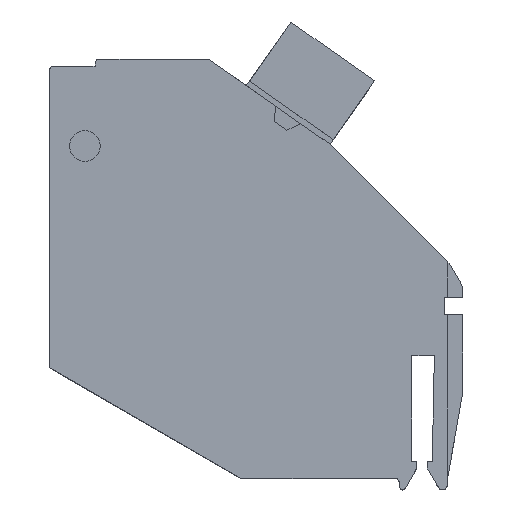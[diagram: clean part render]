
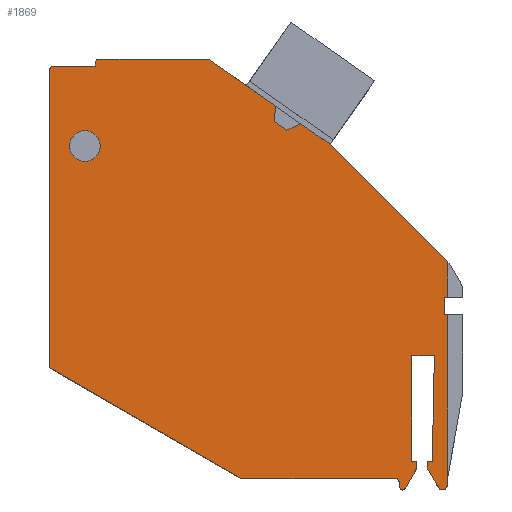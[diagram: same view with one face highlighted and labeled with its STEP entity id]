
A CAD part, top view. The second image highlights one B-rep face of the part: STEP entity #1869.
In plain terms, the highlighted planar face has unit normal (0, 0, 1).
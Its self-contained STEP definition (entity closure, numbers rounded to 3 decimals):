
#216=CARTESIAN_POINT('',(-32.,20.5,4.5));
#217=DIRECTION('',(0.,0.,1.));
#218=DIRECTION('',(1.,0.,0.));
#219=AXIS2_PLACEMENT_3D('',#216,#217,#218);
#221=CARTESIAN_POINT('',(-32.,20.5,4.5));
#222=DIRECTION('',(0.,0.,1.));
#223=DIRECTION('',(-1.,0.,0.));
#224=AXIS2_PLACEMENT_3D('',#221,#222,#223);
#226=CARTESIAN_POINT('',(3.,-12.596,4.5));
#227=DIRECTION('',(0.,0.,1.));
#228=DIRECTION('',(-0.866,-0.5,0.));
#229=AXIS2_PLACEMENT_3D('',#226,#227,#228);
#231=DIRECTION('',(-0.5,0.866,0.));
#232=VECTOR('',#231,2.132);
#233=CARTESIAN_POINT('',(2.567,-12.846,4.5));
#234=LINE('',#233,#232);
#235=DIRECTION('',(0.,1.,0.));
#236=VECTOR('',#235,0.65);
#237=CARTESIAN_POINT('',(1.5,-11.,4.5));
#238=LINE('',#237,#236);
#239=DIRECTION('',(1.,0.,0.));
#240=VECTOR('',#239,0.5);
#241=CARTESIAN_POINT('',(1.5,-10.35,4.5));
#242=LINE('',#241,#240);
#243=DIRECTION('',(0.019,1.,0.));
#244=VECTOR('',#243,10.352);
#245=CARTESIAN_POINT('',(2.,-10.35,4.5));
#246=LINE('',#245,#244);
#247=DIRECTION('',(-1.,0.,0.));
#248=VECTOR('',#247,2.2);
#249=CARTESIAN_POINT('',(2.2,0.,4.5));
#250=LINE('',#249,#248);
#251=DIRECTION('',(0.,-1.,0.));
#252=VECTOR('',#251,10.35);
#253=CARTESIAN_POINT('',(0.,0.,4.5));
#254=LINE('',#253,#252);
#255=DIRECTION('',(1.,0.,0.));
#256=VECTOR('',#255,0.5);
#257=CARTESIAN_POINT('',(0.,-10.35,4.5));
#258=LINE('',#257,#256);
#259=DIRECTION('',(0.,-1.,0.));
#260=VECTOR('',#259,0.65);
#261=CARTESIAN_POINT('',(0.5,-10.35,4.5));
#262=LINE('',#261,#260);
#263=DIRECTION('',(-0.5,-0.866,0.));
#264=VECTOR('',#263,2.28);
#265=CARTESIAN_POINT('',(0.5,-11.,4.5));
#266=LINE('',#265,#264);
#267=CARTESIAN_POINT('',(-0.9,-12.825,4.5));
#268=DIRECTION('',(0.,0.,1.));
#269=DIRECTION('',(-1.,0.,0.));
#270=AXIS2_PLACEMENT_3D('',#267,#268,#269);
#272=DIRECTION('',(0.,-1.,0.));
#273=VECTOR('',#272,0.325);
#274=CARTESIAN_POINT('',(-1.2,-12.5,4.5));
#275=LINE('',#274,#273);
#276=DIRECTION('',(1.,0.,0.));
#277=VECTOR('',#276,15.042);
#278=CARTESIAN_POINT('',(-16.742,-12.,4.5));
#279=LINE('',#278,#277);
#280=DIRECTION('',(-0.866,0.5,0.));
#281=VECTOR('',#280,21.66);
#282=CARTESIAN_POINT('',(-16.742,-12.,4.5));
#283=LINE('',#282,#281);
#284=DIRECTION('',(0.,-1.,0.));
#285=VECTOR('',#284,28.97);
#286=CARTESIAN_POINT('',(-35.5,27.8,4.5));
#287=LINE('',#286,#285);
#288=CARTESIAN_POINT('',(-35.,27.8,4.5));
#289=DIRECTION('',(0.,0.,1.));
#290=DIRECTION('',(0.,1.,0.));
#291=AXIS2_PLACEMENT_3D('',#288,#289,#290);
#293=DIRECTION('',(1.,0.,0.));
#294=VECTOR('',#293,4.);
#295=CARTESIAN_POINT('',(-35.,28.3,4.5));
#296=LINE('',#295,#294);
#297=DIRECTION('',(0.174,0.985,0.));
#298=VECTOR('',#297,0.459);
#299=CARTESIAN_POINT('',(-31.,28.3,4.5));
#300=LINE('',#299,#298);
#301=CARTESIAN_POINT('',(-30.625,28.7,4.5));
#302=DIRECTION('',(0.,0.,1.));
#303=DIRECTION('',(0.,1.,0.));
#304=AXIS2_PLACEMENT_3D('',#301,#302,#303);
#306=DIRECTION('',(-1.,0.,0.));
#307=VECTOR('',#306,10.735);
#308=CARTESIAN_POINT('',(-19.89,29.,4.5));
#309=LINE('',#308,#307);
#310=DIRECTION('',(0.819,-0.574,0.));
#311=VECTOR('',#310,8.008);
#312=CARTESIAN_POINT('',(-19.89,29.,4.5));
#313=LINE('',#312,#311);
#314=DIRECTION('',(-0.087,-0.996,0.));
#315=VECTOR('',#314,1.501);
#316=CARTESIAN_POINT('',(-13.33,24.407,4.5));
#317=LINE('',#316,#315);
#318=DIRECTION('',(0.819,-0.574,0.));
#319=VECTOR('',#318,1.49);
#320=CARTESIAN_POINT('',(-13.461,22.911,4.5));
#321=LINE('',#320,#319);
#322=DIRECTION('',(0.906,0.423,0.));
#323=VECTOR('',#322,1.501);
#324=CARTESIAN_POINT('',(-12.24,22.057,4.5));
#325=LINE('',#324,#323);
#326=DIRECTION('',(0.819,-0.574,0.));
#327=VECTOR('',#326,3.516);
#328=CARTESIAN_POINT('',(-10.88,22.691,4.5));
#329=LINE('',#328,#327);
#330=DIRECTION('',(0.707,-0.707,0.));
#331=VECTOR('',#330,16.263);
#332=CARTESIAN_POINT('',(-8.,20.675,4.5));
#333=LINE('',#332,#331);
#334=DIRECTION('',(0.,-1.,0.));
#335=VECTOR('',#334,3.475);
#336=CARTESIAN_POINT('',(3.5,9.175,4.5));
#337=LINE('',#336,#335);
#338=DIRECTION('',(-1.,0.,0.));
#339=VECTOR('',#338,0.3);
#340=CARTESIAN_POINT('',(3.5,5.7,4.5));
#341=LINE('',#340,#339);
#342=DIRECTION('',(0.,-1.,0.));
#343=VECTOR('',#342,1.7);
#344=CARTESIAN_POINT('',(3.2,5.7,4.5));
#345=LINE('',#344,#343);
#346=DIRECTION('',(-1.,0.,0.));
#347=VECTOR('',#346,0.3);
#348=CARTESIAN_POINT('',(3.5,4.,4.5));
#349=LINE('',#348,#347);
#350=DIRECTION('',(0.,-1.,0.));
#351=VECTOR('',#350,16.596);
#352=CARTESIAN_POINT('',(3.5,4.,4.5));
#353=LINE('',#352,#351);
#392=CARTESIAN_POINT('',(-1.7,-12.5,4.5));
#393=DIRECTION('',(0.,0.,-1.));
#394=DIRECTION('',(0.,1.,0.));
#395=AXIS2_PLACEMENT_3D('',#392,#393,#394);
#1202=CARTESIAN_POINT('',(-16.742,-12.,4.5));
#1203=CARTESIAN_POINT('',(-35.5,-1.17,4.5));
#1204=VERTEX_POINT('',#1202);
#1205=VERTEX_POINT('',#1203);
#1207=CARTESIAN_POINT('',(-31.,28.3,4.5));
#1209=VERTEX_POINT('',#1207);
#1211=CARTESIAN_POINT('',(-19.89,29.,4.5));
#1213=VERTEX_POINT('',#1211);
#1218=CARTESIAN_POINT('',(3.5,9.175,4.5));
#1219=VERTEX_POINT('',#1218);
#1230=CARTESIAN_POINT('',(-8.,20.675,4.5));
#1231=VERTEX_POINT('',#1230);
#1240=CARTESIAN_POINT('',(0.,0.,4.5));
#1241=CARTESIAN_POINT('',(0.,-10.35,4.5));
#1242=VERTEX_POINT('',#1240);
#1243=VERTEX_POINT('',#1241);
#1244=CARTESIAN_POINT('',(2.,-10.35,4.5));
#1245=CARTESIAN_POINT('',(2.2,0.,4.5));
#1246=VERTEX_POINT('',#1244);
#1247=VERTEX_POINT('',#1245);
#1256=CARTESIAN_POINT('',(0.5,-10.35,4.5));
#1257=CARTESIAN_POINT('',(0.5,-11.,4.5));
#1258=VERTEX_POINT('',#1256);
#1259=VERTEX_POINT('',#1257);
#1260=CARTESIAN_POINT('',(1.5,-11.,4.5));
#1261=CARTESIAN_POINT('',(1.5,-10.35,4.5));
#1262=VERTEX_POINT('',#1260);
#1263=VERTEX_POINT('',#1261);
#1264=CARTESIAN_POINT('',(-1.7,-12.,4.5));
#1266=VERTEX_POINT('',#1264);
#1268=CARTESIAN_POINT('',(-1.2,-12.5,4.5));
#1270=VERTEX_POINT('',#1268);
#1276=CARTESIAN_POINT('',(2.567,-12.846,4.5));
#1277=VERTEX_POINT('',#1276);
#1278=CARTESIAN_POINT('',(3.5,-12.596,4.5));
#1279=VERTEX_POINT('',#1278);
#1280=CARTESIAN_POINT('',(-1.2,-12.825,4.5));
#1281=CARTESIAN_POINT('',(-0.64,-12.975,4.5));
#1282=VERTEX_POINT('',#1280);
#1283=VERTEX_POINT('',#1281);
#1292=CARTESIAN_POINT('',(-35.,28.3,4.5));
#1293=VERTEX_POINT('',#1292);
#1294=CARTESIAN_POINT('',(-35.5,27.8,4.5));
#1295=VERTEX_POINT('',#1294);
#1296=CARTESIAN_POINT('',(-30.625,29.,4.5));
#1297=CARTESIAN_POINT('',(-30.92,28.752,4.5));
#1298=VERTEX_POINT('',#1296);
#1299=VERTEX_POINT('',#1297);
#1420=CARTESIAN_POINT('',(-30.5,20.5,4.5));
#1421=CARTESIAN_POINT('',(-33.5,20.5,4.5));
#1422=VERTEX_POINT('',#1420);
#1423=VERTEX_POINT('',#1421);
#1432=CARTESIAN_POINT('',(-13.33,24.407,4.5));
#1433=CARTESIAN_POINT('',(-13.461,22.911,4.5));
#1434=VERTEX_POINT('',#1432);
#1435=VERTEX_POINT('',#1433);
#1436=CARTESIAN_POINT('',(-12.24,22.057,4.5));
#1437=VERTEX_POINT('',#1436);
#1438=CARTESIAN_POINT('',(-10.88,22.691,4.5));
#1439=VERTEX_POINT('',#1438);
#1480=CARTESIAN_POINT('',(3.5,5.7,4.5));
#1481=CARTESIAN_POINT('',(3.2,5.7,4.5));
#1482=VERTEX_POINT('',#1480);
#1483=VERTEX_POINT('',#1481);
#1484=CARTESIAN_POINT('',(3.2,4.,4.5));
#1485=VERTEX_POINT('',#1484);
#1486=CARTESIAN_POINT('',(3.5,4.,4.5));
#1487=VERTEX_POINT('',#1486);
#1800=CARTESIAN_POINT('',(0.,0.,4.5));
#1801=DIRECTION('',(0.,0.,1.));
#1802=DIRECTION('',(1.,0.,0.));
#1803=AXIS2_PLACEMENT_3D('',#1800,#1801,#1802);
#1804=PLANE('',#1803);
#1805=ORIENTED_EDGE('',*,*,#1694,.F.);
#1806=ORIENTED_EDGE('',*,*,#1710,.T.);
#1807=ORIENTED_EDGE('',*,*,#1723,.T.);
#1808=ORIENTED_EDGE('',*,*,#1753,.T.);
#1810=ORIENTED_EDGE('',*,*,#1809,.T.);
#1812=ORIENTED_EDGE('',*,*,#1811,.T.);
#1814=ORIENTED_EDGE('',*,*,#1813,.T.);
#1815=ORIENTED_EDGE('',*,*,#1736,.T.);
#1816=ORIENTED_EDGE('',*,*,#1766,.T.);
#1817=ORIENTED_EDGE('',*,*,#1779,.T.);
#1818=ORIENTED_EDGE('',*,*,#1791,.F.);
#1820=ORIENTED_EDGE('',*,*,#1819,.F.);
#1822=ORIENTED_EDGE('',*,*,#1821,.F.);
#1824=ORIENTED_EDGE('',*,*,#1823,.F.);
#1826=ORIENTED_EDGE('',*,*,#1825,.T.);
#1828=ORIENTED_EDGE('',*,*,#1827,.F.);
#1830=ORIENTED_EDGE('',*,*,#1829,.F.);
#1832=ORIENTED_EDGE('',*,*,#1831,.T.);
#1834=ORIENTED_EDGE('',*,*,#1833,.T.);
#1836=ORIENTED_EDGE('',*,*,#1835,.F.);
#1838=ORIENTED_EDGE('',*,*,#1837,.F.);
#1840=ORIENTED_EDGE('',*,*,#1839,.T.);
#1842=ORIENTED_EDGE('',*,*,#1841,.T.);
#1844=ORIENTED_EDGE('',*,*,#1843,.T.);
#1846=ORIENTED_EDGE('',*,*,#1845,.T.);
#1848=ORIENTED_EDGE('',*,*,#1847,.T.);
#1850=ORIENTED_EDGE('',*,*,#1849,.T.);
#1852=ORIENTED_EDGE('',*,*,#1851,.T.);
#1854=ORIENTED_EDGE('',*,*,#1853,.T.);
#1856=ORIENTED_EDGE('',*,*,#1855,.T.);
#1858=ORIENTED_EDGE('',*,*,#1857,.F.);
#1860=ORIENTED_EDGE('',*,*,#1859,.T.);
#1861=EDGE_LOOP('',(#1805,#1806,#1807,#1808,#1810,#1812,#1814,#1815,#1816,#1817,
#1818,#1820,#1822,#1824,#1826,#1828,#1830,#1832,#1834,#1836,#1838,#1840,#1842,
#1844,#1846,#1848,#1850,#1852,#1854,#1856,#1858,#1860));
#1862=FACE_OUTER_BOUND('',#1861,.F.);
#1864=ORIENTED_EDGE('',*,*,#1863,.T.);
#1866=ORIENTED_EDGE('',*,*,#1865,.T.);
#1867=EDGE_LOOP('',(#1864,#1866));
#1868=FACE_BOUND('',#1867,.F.);
#220=CIRCLE('',#219,1.5);
#225=CIRCLE('',#224,1.5);
#230=CIRCLE('',#229,0.5);
#271=CIRCLE('',#270,0.3);
#292=CIRCLE('',#291,0.5);
#305=CIRCLE('',#304,0.3);
#396=CIRCLE('',#395,0.5);
#1694=EDGE_CURVE('',#1277,#1279,#230,.T.);
#1710=EDGE_CURVE('',#1277,#1262,#234,.T.);
#1723=EDGE_CURVE('',#1262,#1263,#238,.T.);
#1736=EDGE_CURVE('',#1243,#1258,#258,.T.);
#1753=EDGE_CURVE('',#1263,#1246,#242,.T.);
#1766=EDGE_CURVE('',#1258,#1259,#262,.T.);
#1779=EDGE_CURVE('',#1259,#1283,#266,.T.);
#1791=EDGE_CURVE('',#1282,#1283,#271,.T.);
#1809=EDGE_CURVE('',#1246,#1247,#246,.T.);
#1811=EDGE_CURVE('',#1247,#1242,#250,.T.);
#1813=EDGE_CURVE('',#1242,#1243,#254,.T.);
#1819=EDGE_CURVE('',#1270,#1282,#275,.T.);
#1821=EDGE_CURVE('',#1266,#1270,#396,.T.);
#1823=EDGE_CURVE('',#1204,#1266,#279,.T.);
#1825=EDGE_CURVE('',#1204,#1205,#283,.T.);
#1827=EDGE_CURVE('',#1295,#1205,#287,.T.);
#1829=EDGE_CURVE('',#1293,#1295,#292,.T.);
#1831=EDGE_CURVE('',#1293,#1209,#296,.T.);
#1833=EDGE_CURVE('',#1209,#1299,#300,.T.);
#1835=EDGE_CURVE('',#1298,#1299,#305,.T.);
#1837=EDGE_CURVE('',#1213,#1298,#309,.T.);
#1839=EDGE_CURVE('',#1213,#1434,#313,.T.);
#1841=EDGE_CURVE('',#1434,#1435,#317,.T.);
#1843=EDGE_CURVE('',#1435,#1437,#321,.T.);
#1845=EDGE_CURVE('',#1437,#1439,#325,.T.);
#1847=EDGE_CURVE('',#1439,#1231,#329,.T.);
#1849=EDGE_CURVE('',#1231,#1219,#333,.T.);
#1851=EDGE_CURVE('',#1219,#1482,#337,.T.);
#1853=EDGE_CURVE('',#1482,#1483,#341,.T.);
#1855=EDGE_CURVE('',#1483,#1485,#345,.T.);
#1857=EDGE_CURVE('',#1487,#1485,#349,.T.);
#1859=EDGE_CURVE('',#1487,#1279,#353,.T.);
#1863=EDGE_CURVE('',#1422,#1423,#220,.T.);
#1865=EDGE_CURVE('',#1423,#1422,#225,.T.);
#1869=ADVANCED_FACE('',(#1862,#1868),#1804,.T.);
